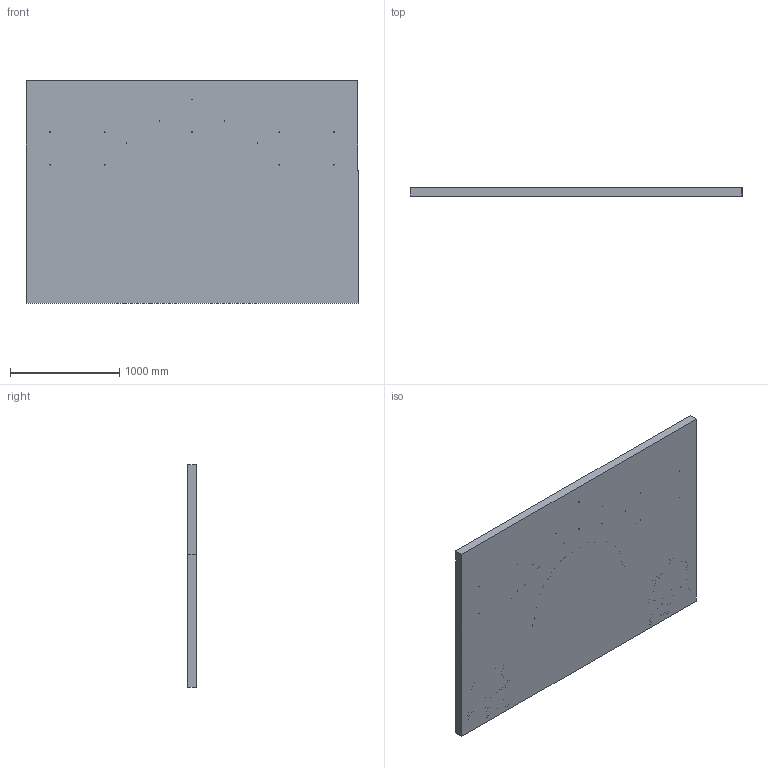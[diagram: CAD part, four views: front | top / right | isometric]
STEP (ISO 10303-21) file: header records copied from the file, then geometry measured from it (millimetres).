
FILE_DESCRIPTION (( 'STEP AP214' ), '1' );
FILE_NAME ('Table.STEP', '2020-09-01T14:35:10', ( '' ), ( '' ), 'SwSTEP 2.0', 'SolidWorks 2016', '' );
FILE_SCHEMA (( 'AUTOMOTIVE_DESIGN' ));
Length unit declared in the file: millimetre
Products named in the file (1): Table
Bounding box: 3044 x 80 x 2044 mm (x, y, z)
Volume: 77720757.1 mm3; surface area: 13959844.7 mm2
Topology: 1 solids, 1 shells, 154 faces, 430 edges, 282 vertices
Faces by surface type: plane 69, bspline 50, cylinder 35
Entity records: 7460 total; most frequent: CARTESIAN_POINT 2001, ORIENTED_EDGE 860, DIRECTION 610, EDGE_CURVE 430, VERTEX_POINT 282, VECTOR 260, LINE 260, EDGE_LOOP 186
